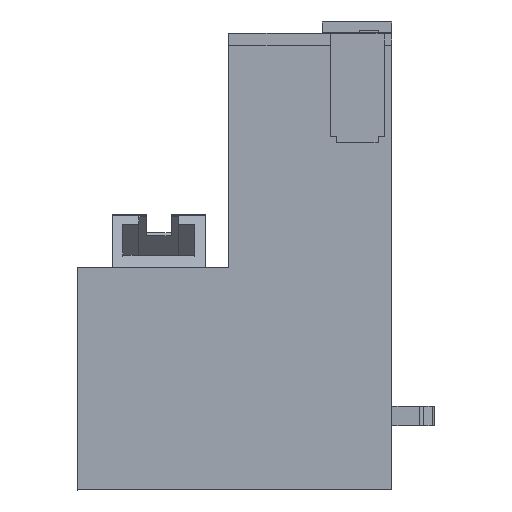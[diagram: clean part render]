
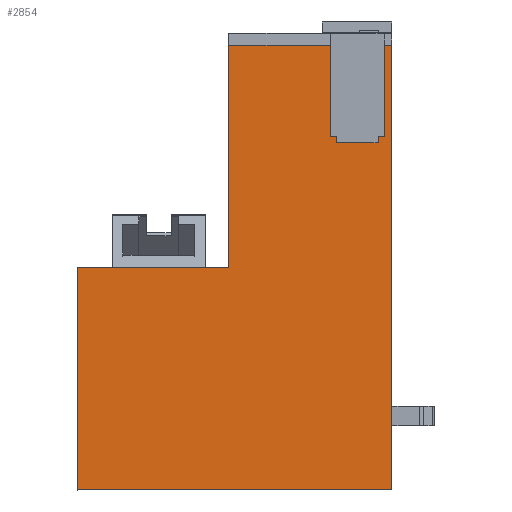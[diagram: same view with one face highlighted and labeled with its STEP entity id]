
A CAD part, front view. The second image highlights one B-rep face of the part: STEP entity #2854.
In plain terms, the highlighted planar face has unit normal (0, -1, 0).
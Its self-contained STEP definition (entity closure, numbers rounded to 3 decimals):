
#2772=AXIS2_PLACEMENT_3D('Plane Axis2P3D',#2769,#2770,#2771) ;
#421=CARTESIAN_POINT('Vertex',(52.,0.,73.566)) ;
#424=CARTESIAN_POINT('Line Origine',(52.,0.,36.783)) ;
#428=CARTESIAN_POINT('Vertex',(52.,0.,0.)) ;
#802=CARTESIAN_POINT('Vertex',(0.,0.,0.)) ;
#805=CARTESIAN_POINT('Line Origine',(0.,0.,18.382)) ;
#809=CARTESIAN_POINT('Vertex',(0.,0.,36.765)) ;
#884=CARTESIAN_POINT('Vertex',(25.,0.,73.566)) ;
#898=CARTESIAN_POINT('Vertex',(25.,0.,36.765)) ;
#901=CARTESIAN_POINT('Line Origine',(25.,0.,55.166)) ;
#2753=CARTESIAN_POINT('Vertex',(50.7,0.,73.566)) ;
#2756=CARTESIAN_POINT('Line Origine',(51.35,0.,73.566)) ;
#2769=CARTESIAN_POINT('Axis2P3D Location',(0.,0.,0.)) ;
#2774=CARTESIAN_POINT('Line Origine',(41.8,0.,66.033)) ;
#2778=CARTESIAN_POINT('Vertex',(41.8,0.,58.5)) ;
#2780=CARTESIAN_POINT('Vertex',(41.8,0.,73.566)) ;
#2783=CARTESIAN_POINT('Line Origine',(33.4,0.,73.566)) ;
#2788=CARTESIAN_POINT('Line Origine',(12.5,0.,36.765)) ;
#2793=CARTESIAN_POINT('Line Origine',(26.,0.,0.)) ;
#2798=CARTESIAN_POINT('Line Origine',(50.7,0.,66.033)) ;
#2802=CARTESIAN_POINT('Vertex',(50.7,0.,58.5)) ;
#2805=CARTESIAN_POINT('Line Origine',(50.2,0.,58.5)) ;
#2809=CARTESIAN_POINT('Vertex',(49.7,0.,58.5)) ;
#2812=CARTESIAN_POINT('Line Origine',(49.7,0.,58.)) ;
#2816=CARTESIAN_POINT('Vertex',(49.7,0.,57.5)) ;
#2819=CARTESIAN_POINT('Line Origine',(46.25,0.,57.5)) ;
#2823=CARTESIAN_POINT('Vertex',(42.8,0.,57.5)) ;
#2826=CARTESIAN_POINT('Line Origine',(42.8,0.,58.)) ;
#2830=CARTESIAN_POINT('Vertex',(42.8,0.,58.5)) ;
#2833=CARTESIAN_POINT('Line Origine',(42.3,0.,58.5)) ;
#425=DIRECTION('Vector Direction',(0.,0.,-1.)) ;
#806=DIRECTION('Vector Direction',(0.,0.,1.)) ;
#902=DIRECTION('Vector Direction',(0.,0.,1.)) ;
#2757=DIRECTION('Vector Direction',(-1.,0.,0.)) ;
#2770=DIRECTION('Axis2P3D Direction',(0.,1.,0.)) ;
#2771=DIRECTION('Axis2P3D XDirection',(0.,0.,1.)) ;
#2775=DIRECTION('Vector Direction',(0.,0.,1.)) ;
#2784=DIRECTION('Vector Direction',(-1.,0.,0.)) ;
#2789=DIRECTION('Vector Direction',(1.,0.,0.)) ;
#2794=DIRECTION('Vector Direction',(-1.,0.,0.)) ;
#2799=DIRECTION('Vector Direction',(0.,0.,-1.)) ;
#2806=DIRECTION('Vector Direction',(-1.,0.,0.)) ;
#2813=DIRECTION('Vector Direction',(0.,0.,-1.)) ;
#2820=DIRECTION('Vector Direction',(-1.,0.,0.)) ;
#2827=DIRECTION('Vector Direction',(0.,0.,1.)) ;
#2834=DIRECTION('Vector Direction',(-1.,0.,0.)) ;
#426=VECTOR('Line Direction',#425,1.) ;
#807=VECTOR('Line Direction',#806,1.) ;
#903=VECTOR('Line Direction',#902,1.) ;
#2758=VECTOR('Line Direction',#2757,1.) ;
#2776=VECTOR('Line Direction',#2775,1.) ;
#2785=VECTOR('Line Direction',#2784,1.) ;
#2790=VECTOR('Line Direction',#2789,1.) ;
#2795=VECTOR('Line Direction',#2794,1.) ;
#2800=VECTOR('Line Direction',#2799,1.) ;
#2807=VECTOR('Line Direction',#2806,1.) ;
#2814=VECTOR('Line Direction',#2813,1.) ;
#2821=VECTOR('Line Direction',#2820,1.) ;
#2828=VECTOR('Line Direction',#2827,1.) ;
#2835=VECTOR('Line Direction',#2834,1.) ;
#2839=ORIENTED_EDGE('',*,*,#2782,.T.) ;
#2840=ORIENTED_EDGE('',*,*,#2787,.T.) ;
#2841=ORIENTED_EDGE('',*,*,#905,.F.) ;
#2842=ORIENTED_EDGE('',*,*,#2792,.F.) ;
#2843=ORIENTED_EDGE('',*,*,#811,.F.) ;
#2844=ORIENTED_EDGE('',*,*,#2797,.F.) ;
#2845=ORIENTED_EDGE('',*,*,#430,.F.) ;
#2846=ORIENTED_EDGE('',*,*,#2760,.T.) ;
#2847=ORIENTED_EDGE('',*,*,#2804,.T.) ;
#2848=ORIENTED_EDGE('',*,*,#2811,.T.) ;
#2849=ORIENTED_EDGE('',*,*,#2818,.T.) ;
#2850=ORIENTED_EDGE('',*,*,#2825,.T.) ;
#2851=ORIENTED_EDGE('',*,*,#2832,.T.) ;
#2852=ORIENTED_EDGE('',*,*,#2837,.T.) ;
#2854=ADVANCED_FACE('UR20-FBC-EIP 1334920000.1\\1',(#2853),#2773,.F.) ;
#430=EDGE_CURVE('',#422,#429,#427,.T.) ;
#811=EDGE_CURVE('',#803,#810,#808,.T.) ;
#905=EDGE_CURVE('',#899,#885,#904,.T.) ;
#2760=EDGE_CURVE('',#422,#2754,#2759,.T.) ;
#2782=EDGE_CURVE('',#2779,#2781,#2777,.T.) ;
#2787=EDGE_CURVE('',#2781,#885,#2786,.T.) ;
#2792=EDGE_CURVE('',#810,#899,#2791,.T.) ;
#2797=EDGE_CURVE('',#429,#803,#2796,.T.) ;
#2804=EDGE_CURVE('',#2754,#2803,#2801,.T.) ;
#2811=EDGE_CURVE('',#2803,#2810,#2808,.T.) ;
#2818=EDGE_CURVE('',#2810,#2817,#2815,.T.) ;
#2825=EDGE_CURVE('',#2817,#2824,#2822,.T.) ;
#2832=EDGE_CURVE('',#2824,#2831,#2829,.T.) ;
#2837=EDGE_CURVE('',#2831,#2779,#2836,.T.) ;
#2838=EDGE_LOOP('',(#2839,#2840,#2841,#2842,#2843,#2844,#2845,#2846,#2847,#2848,#2849,#2850,#2851,#2852)) ;
#2853=FACE_OUTER_BOUND('',#2838,.T.) ;
#427=LINE('Line',#424,#426) ;
#808=LINE('Line',#805,#807) ;
#904=LINE('Line',#901,#903) ;
#2759=LINE('Line',#2756,#2758) ;
#2777=LINE('Line',#2774,#2776) ;
#2786=LINE('Line',#2783,#2785) ;
#2791=LINE('Line',#2788,#2790) ;
#2796=LINE('Line',#2793,#2795) ;
#2801=LINE('Line',#2798,#2800) ;
#2808=LINE('Line',#2805,#2807) ;
#2815=LINE('Line',#2812,#2814) ;
#2822=LINE('Line',#2819,#2821) ;
#2829=LINE('Line',#2826,#2828) ;
#2836=LINE('Line',#2833,#2835) ;
#2773=PLANE('',#2772) ;
#422=VERTEX_POINT('',#421) ;
#429=VERTEX_POINT('',#428) ;
#803=VERTEX_POINT('',#802) ;
#810=VERTEX_POINT('',#809) ;
#885=VERTEX_POINT('',#884) ;
#899=VERTEX_POINT('',#898) ;
#2754=VERTEX_POINT('',#2753) ;
#2779=VERTEX_POINT('',#2778) ;
#2781=VERTEX_POINT('',#2780) ;
#2803=VERTEX_POINT('',#2802) ;
#2810=VERTEX_POINT('',#2809) ;
#2817=VERTEX_POINT('',#2816) ;
#2824=VERTEX_POINT('',#2823) ;
#2831=VERTEX_POINT('',#2830) ;
